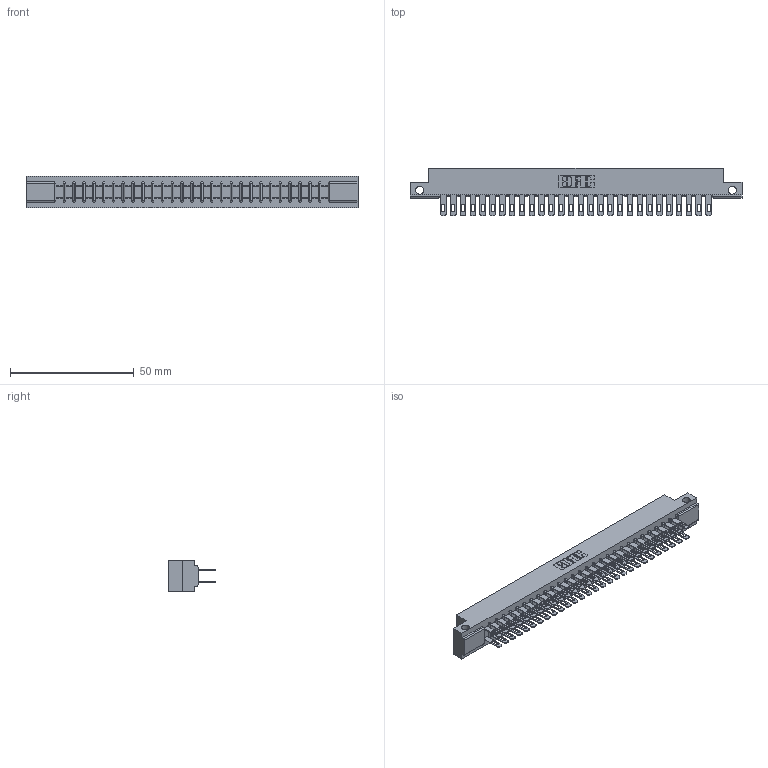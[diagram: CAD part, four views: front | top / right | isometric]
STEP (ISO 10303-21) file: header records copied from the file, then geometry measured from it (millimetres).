
FILE_DESCRIPTION (( 'STEP AP203' ), '1' );
FILE_NAME ('307-056-500-212.STEP', '2019-09-06T13:19:02', ( '' ), ( '' ), 'SwSTEP 2.0', 'SolidWorks 2016', '' );
FILE_SCHEMA (( 'CONFIG_CONTROL_DESIGN' ));
Length unit declared in the file: inch
Products named in the file (3): 307 Part_.128 Dia Side Mounting Holes; 307-290-001_500; 307-056-500-212
Assembly tree (57 placements, depth 2):
  307-056-500-212
    307 Part_.128 Dia Side Mounting Holes
    307-290-001_500  x56
Bounding box: 133.96 x 19.18 x 12.7 mm (x, y, z)
Volume: 14164.1 mm3; surface area: 17924.8 mm2
Topology: 57 solids, 57 shells, 2723 faces, 7603 edges, 4914 vertices
Faces by surface type: plane 1750, cylinder 915, sphere 58
Entity records: 26602 total; most frequent: CARTESIAN_POINT 4352, ORIENTED_EDGE 4310, DIRECTION 4271, EDGE_CURVE 2155, LINE 1645, VECTOR 1645, VERTEX_POINT 1394, AXIS2_PLACEMENT_3D 1313
